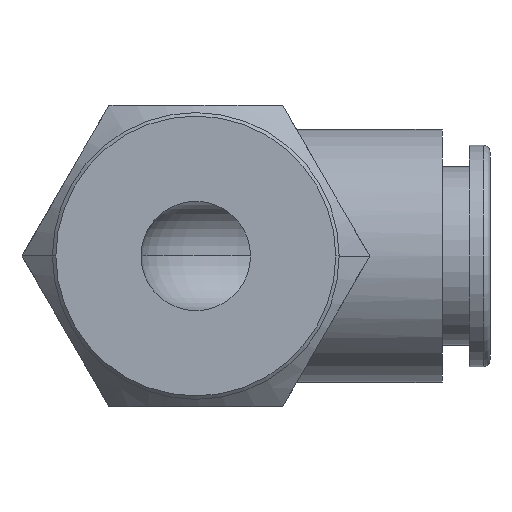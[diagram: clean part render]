
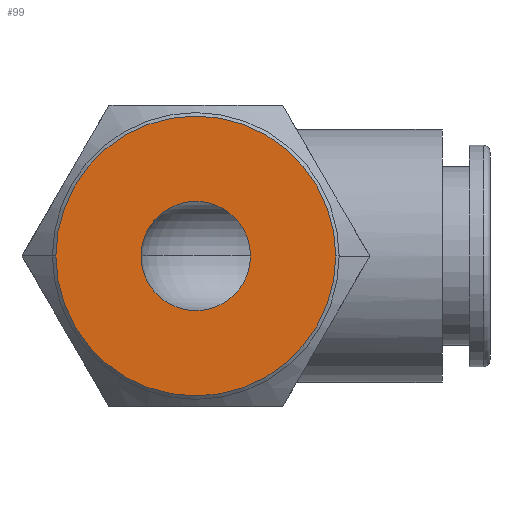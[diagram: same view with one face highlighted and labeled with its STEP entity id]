
A CAD part, front view. The second image highlights one B-rep face of the part: STEP entity #99.
In plain terms, the highlighted planar face has unit normal (0, -1, 0).
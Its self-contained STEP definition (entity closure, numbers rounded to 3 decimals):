
#2 = ORIENTED_EDGE ( 'NONE', *, *, #1855, .T. ) ;
#87 = CARTESIAN_POINT ( 'NONE',  ( 0., -35.8, -4. ) ) ;
#88 = AXIS2_PLACEMENT_3D ( 'NONE', #1617, #449, #2126 ) ;
#99 = ADVANCED_FACE ( 'NONE', ( #112, #926 ), #669, .T. ) ;
#112 = FACE_BOUND ( 'NONE', #845, .T. ) ;
#167 = ORIENTED_EDGE ( 'NONE', *, *, #1304, .T. ) ;
#173 = AXIS2_PLACEMENT_3D ( 'NONE', #424, #1421, #1591 ) ;
#317 = CARTESIAN_POINT ( 'NONE',  ( -10.227, -35.8, 0. ) ) ;
#359 = CARTESIAN_POINT ( 'NONE',  ( 0., -35.8, 0. ) ) ;
#413 = CARTESIAN_POINT ( 'NONE',  ( 0., -35.8, 0. ) ) ;
#424 = CARTESIAN_POINT ( 'NONE',  ( 0., -35.8, 0. ) ) ;
#449 = DIRECTION ( 'NONE',  ( 0., -1., 0. ) ) ;
#492 = DIRECTION ( 'NONE',  ( 0., -1., 0. ) ) ;
#543 = DIRECTION ( 'NONE',  ( 0., -1., 0. ) ) ;
#594 = VERTEX_POINT ( 'NONE', #815 ) ;
#644 = CARTESIAN_POINT ( 'NONE',  ( 0., -35.8, 4. ) ) ;
#669 = PLANE ( 'NONE',  #88 ) ;
#715 = VERTEX_POINT ( 'NONE', #317 ) ;
#737 = ORIENTED_EDGE ( 'NONE', *, *, #1564, .T. ) ;
#762 = CIRCLE ( 'NONE', #173, 4. ) ;
#764 = EDGE_CURVE ( 'NONE', #594, #715, #1850, .T. ) ;
#794 = EDGE_LOOP ( 'NONE', ( #737, #1700 ) ) ;
#815 = CARTESIAN_POINT ( 'NONE',  ( 10.228, -35.8, 0. ) ) ;
#845 = EDGE_LOOP ( 'NONE', ( #2, #167 ) ) ;
#854 = DIRECTION ( 'NONE',  ( 1., 0., 0. ) ) ;
#926 = FACE_OUTER_BOUND ( 'NONE', #794, .T. ) ;
#966 = DIRECTION ( 'NONE',  ( 1., 0., 0. ) ) ;
#1019 = VERTEX_POINT ( 'NONE', #644 ) ;
#1039 = VERTEX_POINT ( 'NONE', #87 ) ;
#1304 = EDGE_CURVE ( 'NONE', #1019, #1039, #1381, .T. ) ;
#1381 = CIRCLE ( 'NONE', #2078, 4. ) ;
#1421 = DIRECTION ( 'NONE',  ( 0., 1., 0. ) ) ;
#1521 = AXIS2_PLACEMENT_3D ( 'NONE', #1663, #492, #966 ) ;
#1556 = CIRCLE ( 'NONE', #2074, 10.228 ) ;
#1564 = EDGE_CURVE ( 'NONE', #715, #594, #1556, .T. ) ;
#1591 = DIRECTION ( 'NONE',  ( 0., 0., 1. ) ) ;
#1617 = CARTESIAN_POINT ( 'NONE',  ( -10.477, -35.8, 0. ) ) ;
#1663 = CARTESIAN_POINT ( 'NONE',  ( 0., -35.8, 0. ) ) ;
#1700 = ORIENTED_EDGE ( 'NONE', *, *, #764, .T. ) ;
#1850 = CIRCLE ( 'NONE', #1521, 10.228 ) ;
#1855 = EDGE_CURVE ( 'NONE', #1039, #1019, #762, .T. ) ;
#2053 = DIRECTION ( 'NONE',  ( 0., 0., 1. ) ) ;
#2063 = DIRECTION ( 'NONE',  ( 0., 1., 0. ) ) ;
#2074 = AXIS2_PLACEMENT_3D ( 'NONE', #359, #543, #854 ) ;
#2078 = AXIS2_PLACEMENT_3D ( 'NONE', #413, #2063, #2053 ) ;
#2126 = DIRECTION ( 'NONE',  ( 1., 0., 0. ) ) ;
